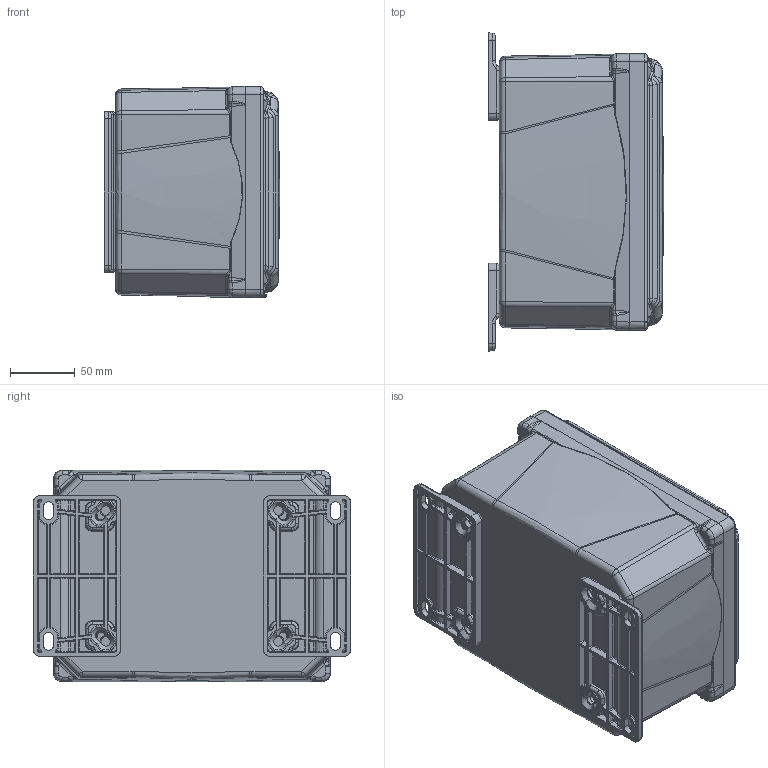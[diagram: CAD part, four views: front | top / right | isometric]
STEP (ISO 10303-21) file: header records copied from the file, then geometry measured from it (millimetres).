
FILE_DESCRIPTION((''),'2;1');
FILE_NAME('8X6X4-ASSEM-NO-HINGES-FLANGE_ASM','2007-06-19T',('Mark Cipolla'),(''),'PRO/ENGINEER BY PARAMETRIC TECHNOLOGY CORPORATION, 2004110','PRO/ENGINEER BY PARAMETRIC TECHNOLOGY CORPORATION, 2004110','');
FILE_SCHEMA(('CONFIG_CONTROL_DESIGN'));
Length unit declared in the file: inch
Products named in the file (5): 806400; 806440; 8X6X4-BACK-PANEL; 6INCH-MOUNTING-FLANGE; 8X6X4-ASSEM-NO-HINGES-FLANGE_ASM
Assembly tree (5 placements, depth 2):
  8X6X4-ASSEM-NO-HINGES-FLANGE_ASM
    806400
    806440
    8X6X4-BACK-PANEL
    6INCH-MOUNTING-FLANGE  x2
Bounding box: 135.89 x 246.13 x 163.58 mm (x, y, z)
Volume: 745557.5 mm3; surface area: 430804.1 mm2
Topology: 5 solids, 5 shells, 2606 faces, 5920 edges, 3396 vertices
Faces by surface type: cylinder 963, bspline 734, plane 493, cone 164, sphere 148, torus 104
Entity records: 80870 total; most frequent: CARTESIAN_POINT 39726, ORIENTED_EDGE 9126, DIRECTION 7765, EDGE_CURVE 4563, AXIS2_PLACEMENT_3D 3043, VERTEX_POINT 2614, EDGE_LOOP 2097, FACE_OUTER_BOUND 2015
